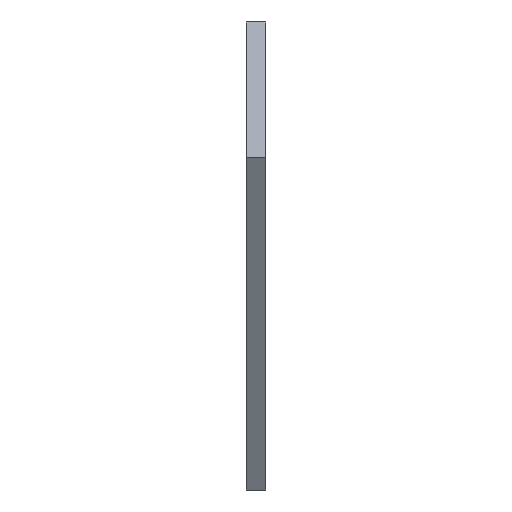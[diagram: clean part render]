
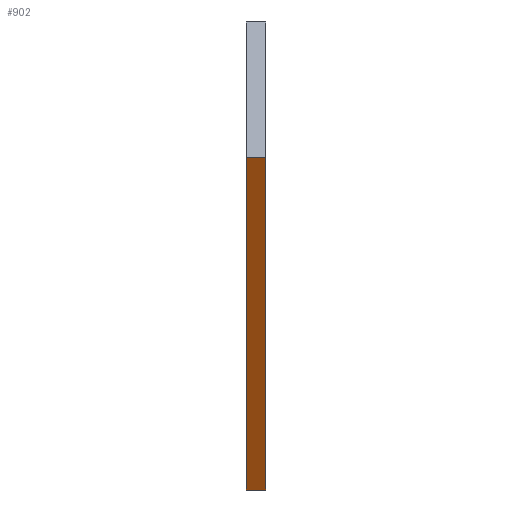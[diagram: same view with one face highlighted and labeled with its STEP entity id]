
A CAD part, left-side view. The second image highlights one B-rep face of the part: STEP entity #902.
In plain terms, the highlighted planar face has unit normal (-0.866, 0, -0.5).
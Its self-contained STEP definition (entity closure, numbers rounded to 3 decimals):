
#131=FACE_OUTER_BOUND('',#168,.T.);
#168=EDGE_LOOP('',(#677,#678,#679,#680));
#270=LINE('',#1384,#349);
#277=LINE('',#1399,#356);
#278=LINE('',#1401,#357);
#279=LINE('',#1402,#358);
#349=VECTOR('',#1113,10.);
#356=VECTOR('',#1124,160.52);
#357=VECTOR('',#1125,10.);
#358=VECTOR('',#1126,160.52);
#412=VERTEX_POINT('',#1380);
#414=VERTEX_POINT('',#1383);
#420=VERTEX_POINT('',#1398);
#421=VERTEX_POINT('',#1400);
#524=EDGE_CURVE('',#414,#412,#270,.T.);
#531=EDGE_CURVE('',#420,#412,#277,.T.);
#532=EDGE_CURVE('',#420,#421,#278,.T.);
#533=EDGE_CURVE('',#414,#421,#279,.T.);
#677=ORIENTED_EDGE('',*,*,#524,.T.);
#678=ORIENTED_EDGE('',*,*,#531,.F.);
#679=ORIENTED_EDGE('',*,*,#532,.T.);
#680=ORIENTED_EDGE('',*,*,#533,.F.);
#877=PLANE('',#955);
#902=ADVANCED_FACE('',(#131),#877,.T.);
#955=AXIS2_PLACEMENT_3D('',#1397,#1122,#1123);
#1113=DIRECTION('',(0.,-1.,0.));
#1122=DIRECTION('center_axis',(-0.866,0.,-0.5));
#1123=DIRECTION('ref_axis',(-0.5,0.,0.866));
#1124=DIRECTION('',(0.5,0.,-0.866));
#1125=DIRECTION('',(0.,1.,0.));
#1126=DIRECTION('',(-0.5,0.,0.866));
#1380=CARTESIAN_POINT('',(-32.724,-8.,-111.52));
#1383=CARTESIAN_POINT('',(-32.724,0.,-111.52));
#1384=CARTESIAN_POINT('',(-32.724,-3.335,-111.52));
#1397=CARTESIAN_POINT('Origin',(-112.962,-2.286,27.457));
#1398=CARTESIAN_POINT('',(-112.941,-8.,27.42));
#1399=CARTESIAN_POINT('',(-32.702,-8.,-111.557));
#1400=CARTESIAN_POINT('',(-112.941,0.,27.42));
#1401=CARTESIAN_POINT('',(-112.941,-3.335,27.42));
#1402=CARTESIAN_POINT('',(-32.702,0.,-111.557));
